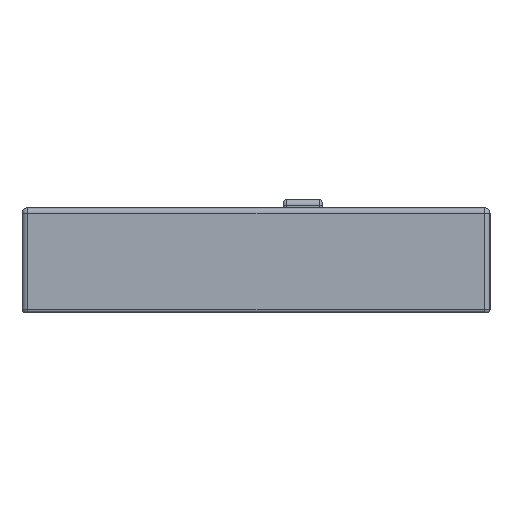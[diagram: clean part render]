
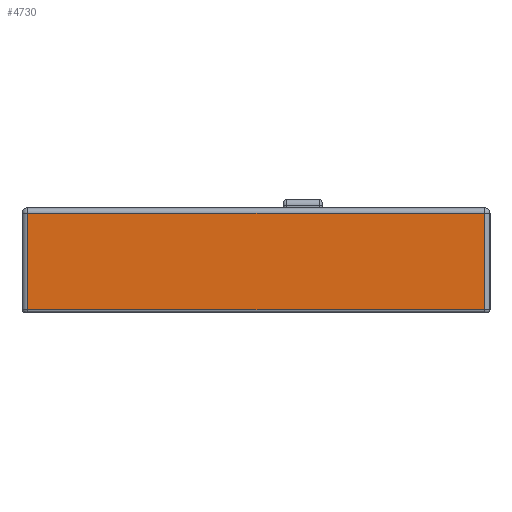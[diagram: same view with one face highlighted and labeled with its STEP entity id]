
A CAD part, left-side view. The second image highlights one B-rep face of the part: STEP entity #4730.
In plain terms, the highlighted planar face has unit normal (-1, 0, 0).
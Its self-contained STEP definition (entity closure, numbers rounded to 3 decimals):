
#121=PLANE('',#5296);
#585=LINE('',#8625,#962);
#587=LINE('',#8647,#964);
#588=LINE('',#8651,#965);
#589=LINE('',#8652,#966);
#962=VECTOR('',#6701,10.);
#964=VECTOR('',#6737,10.);
#965=VECTOR('',#6742,10.);
#966=VECTOR('',#6743,10.);
#1391=FACE_OUTER_BOUND('',#1708,.T.);
#1708=EDGE_LOOP('',(#4295,#4296,#4297,#4298));
#2365=VERTEX_POINT('',#8621);
#2366=VERTEX_POINT('',#8623);
#2369=VERTEX_POINT('',#8646);
#2370=VERTEX_POINT('',#8650);
#3023=EDGE_CURVE('',#2366,#2365,#585,.T.);
#3034=EDGE_CURVE('',#2365,#2369,#587,.T.);
#3036=EDGE_CURVE('',#2370,#2366,#588,.T.);
#3037=EDGE_CURVE('',#2369,#2370,#589,.T.);
#4295=ORIENTED_EDGE('',*,*,#3023,.F.);
#4296=ORIENTED_EDGE('',*,*,#3036,.F.);
#4297=ORIENTED_EDGE('',*,*,#3037,.F.);
#4298=ORIENTED_EDGE('',*,*,#3034,.F.);
#4730=ADVANCED_FACE('',(#1391),#121,.T.);
#5296=AXIS2_PLACEMENT_3D('',#8649,#6740,#6741);
#6701=DIRECTION('',(0.,-1.,0.));
#6737=DIRECTION('',(0.,0.,-1.));
#6740=DIRECTION('center_axis',(-1.,0.,0.));
#6741=DIRECTION('ref_axis',(0.,-1.,0.));
#6742=DIRECTION('',(0.,0.,1.));
#6743=DIRECTION('',(0.,1.,0.));
#8621=CARTESIAN_POINT('',(0.,1.,18.));
#8623=CARTESIAN_POINT('',(0.,84.,18.));
#8625=CARTESIAN_POINT('',(0.,42.5,18.));
#8646=CARTESIAN_POINT('',(0.,1.,0.5));
#8647=CARTESIAN_POINT('',(0.,1.,0.));
#8649=CARTESIAN_POINT('Origin',(0.,85.,0.));
#8650=CARTESIAN_POINT('',(0.,84.,0.5));
#8651=CARTESIAN_POINT('',(0.,84.,0.));
#8652=CARTESIAN_POINT('',(0.,63.75,0.5));
